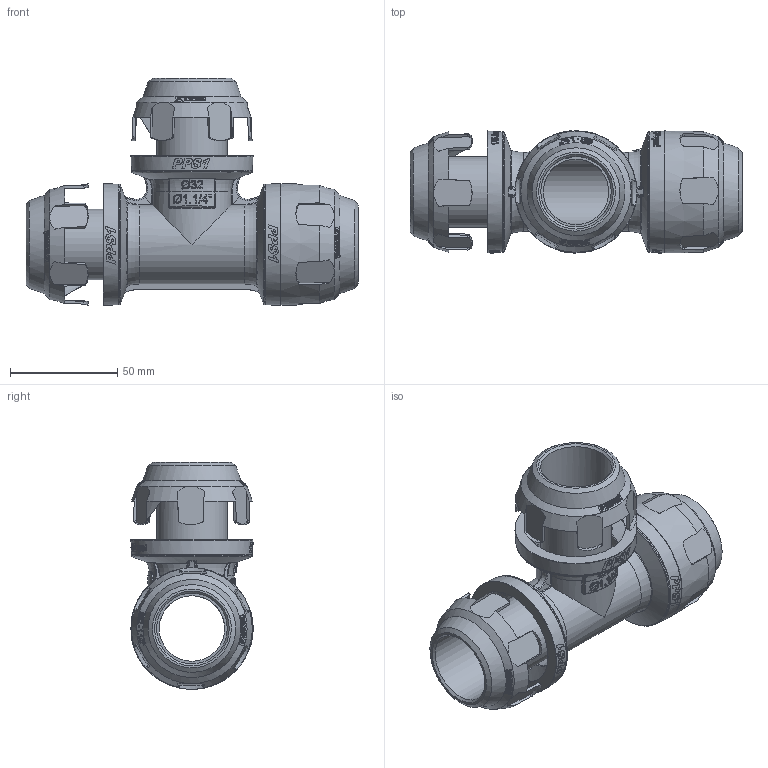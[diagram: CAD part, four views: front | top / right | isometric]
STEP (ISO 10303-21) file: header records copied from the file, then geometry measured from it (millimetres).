
FILE_DESCRIPTION(/* description */ ('STEP AP214'),/* implementation_level */ '2;1');
FILE_NAME(/* name */ 'PPS1_TE32.stp.stp',/* time_stamp */ '2020-07-05T23:12:19+02:00',/* author */ (' '),/* organization */ (' '),/* preprocessor_version */ 'ST-DEVELOPER v18',/* originating_system */ 'Autodesk Inventor 2020',/* authorisation */ ' ');
FILE_SCHEMA (('AUTOMOTIVE_DESIGN { 1 0 10303 214 3 1 1 }'));
Length unit declared in the file: metre
Products named in the file (1): PPS1_TE32.stp
Bounding box: 155.08 x 57.08 x 106.04 mm (x, y, z)
Volume: 210098.5 mm3; surface area: 64781.4 mm2
Topology: 1 solids, 1 shells, 2464 faces, 6772 edges, 4471 vertices
Faces by surface type: bspline 1303, plane 555, cylinder 382, cone 168, torus 40, sphere 16
Full cylindrical faces by diameter (mm): 8 x1, 30.634 x2, 32.9 x1, 33 x2, 46 x3
Entity records: 123633 total; most frequent: CARTESIAN_POINT 68625, ORIENTED_EDGE 13524, EDGE_CURVE 6762, DIRECTION 6485, VERTEX_POINT 4471, B_SPLINE_CURVE_WITH_KNOTS 3371, EDGE_LOOP 2639, STYLED_ITEM 2465
